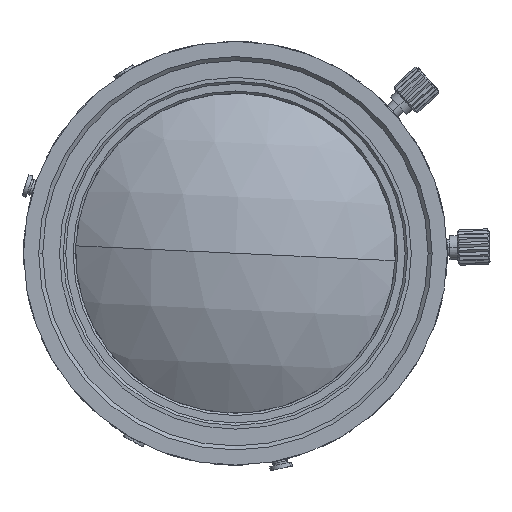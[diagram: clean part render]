
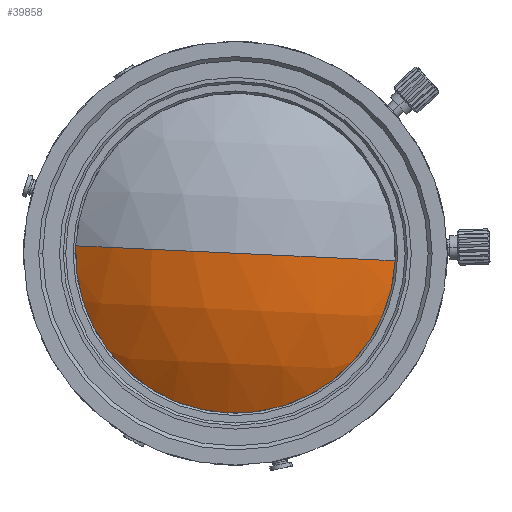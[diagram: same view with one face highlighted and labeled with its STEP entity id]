
A CAD part, left-side view. The second image highlights one B-rep face of the part: STEP entity #39858.
In plain terms, the highlighted spherical face has radius 34.84 mm.
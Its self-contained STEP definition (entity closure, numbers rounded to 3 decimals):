
#343 = AXIS2_PLACEMENT_3D ( 'NONE', #17946, #47433, #47252 ) ;
#2428 = CIRCLE ( 'NONE', #343, 20. ) ;
#2862 = DIRECTION ( 'NONE',  ( 0., -0.047, 0.999 ) ) ;
#4820 = AXIS2_PLACEMENT_3D ( 'NONE', #31636, #14408, #27132 ) ;
#13491 = AXIS2_PLACEMENT_3D ( 'NONE', #41693, #2862, #33109 ) ;
#14408 = DIRECTION ( 'NONE',  ( 0., 0.047, -0.999 ) ) ;
#14896 = AXIS2_PLACEMENT_3D ( 'NONE', #33585, #50860, #46046 ) ;
#17946 = CARTESIAN_POINT ( 'NONE',  ( -56.874, -8.432, 96.169 ) ) ;
#19577 = ORIENTED_EDGE ( 'NONE', *, *, #54897, .F. ) ;
#23107 = FACE_OUTER_BOUND ( 'NONE', #28986, .T. ) ;
#25037 = CARTESIAN_POINT ( 'NONE',  ( -63.187, -8.432, 96.169 ) ) ;
#26537 = EDGE_CURVE ( 'NONE', #47789, #35844, #2428, .T. ) ;
#27132 = DIRECTION ( 'NONE',  ( 0., 0.999, 0.047 ) ) ;
#28986 = EDGE_LOOP ( 'NONE', ( #31270, #37961, #19577 ) ) ;
#30257 = CIRCLE ( 'NONE', #14896, 34.84 ) ;
#31270 = ORIENTED_EDGE ( 'NONE', *, *, #26537, .T. ) ;
#31311 = CARTESIAN_POINT ( 'NONE',  ( -56.874, -28.41, 95.237 ) ) ;
#31636 = CARTESIAN_POINT ( 'NONE',  ( -28.347, -8.432, 96.169 ) ) ;
#33109 = DIRECTION ( 'NONE',  ( 0., -0.999, -0.047 ) ) ;
#33585 = CARTESIAN_POINT ( 'NONE',  ( -28.347, -8.432, 96.169 ) ) ;
#35844 = VERTEX_POINT ( 'NONE', #31311 ) ;
#37961 = ORIENTED_EDGE ( 'NONE', *, *, #54036, .T. ) ;
#39858 = ADVANCED_FACE ( 'NONE', ( #23107 ), #49795, .T. ) ;
#40127 = VERTEX_POINT ( 'NONE', #25037 ) ;
#40545 = CARTESIAN_POINT ( 'NONE',  ( -56.874, 11.546, 97.101 ) ) ;
#41693 = CARTESIAN_POINT ( 'NONE',  ( -28.347, -8.432, 96.169 ) ) ;
#46046 = DIRECTION ( 'NONE',  ( 0., 0.999, 0.047 ) ) ;
#47252 = DIRECTION ( 'NONE',  ( 0., -0.999, -0.047 ) ) ;
#47433 = DIRECTION ( 'NONE',  ( -1., 0., 0. ) ) ;
#47789 = VERTEX_POINT ( 'NONE', #40545 ) ;
#48774 = CIRCLE ( 'NONE', #13491, 34.84 ) ;
#49795 = SPHERICAL_SURFACE ( 'NONE', #4820, 34.84 ) ;
#50860 = DIRECTION ( 'NONE',  ( 0., 0.047, -0.999 ) ) ;
#54036 = EDGE_CURVE ( 'NONE', #35844, #40127, #30257, .T. ) ;
#54897 = EDGE_CURVE ( 'NONE', #47789, #40127, #48774, .T. ) ;
